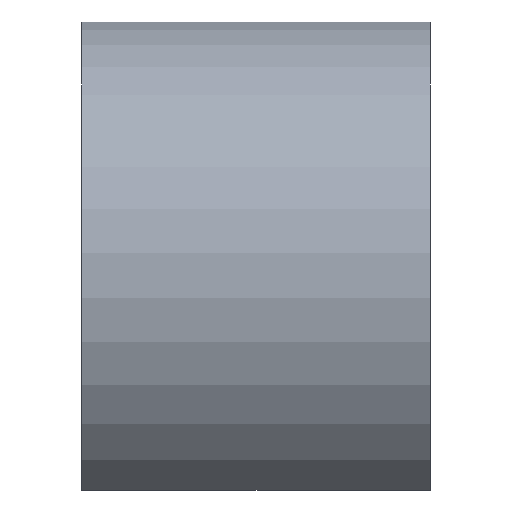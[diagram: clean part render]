
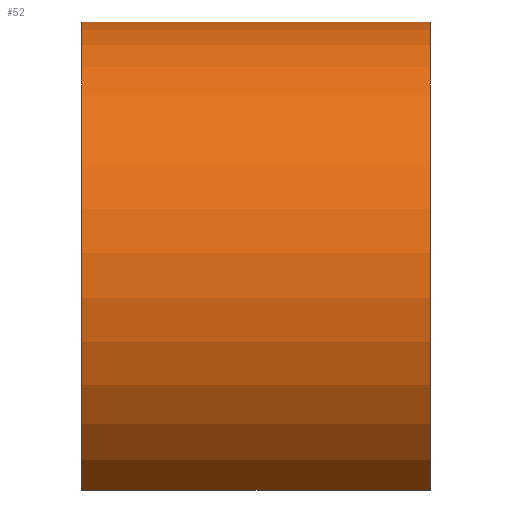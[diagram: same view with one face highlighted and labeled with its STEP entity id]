
A CAD part, left-side view. The second image highlights one B-rep face of the part: STEP entity #52.
In plain terms, the highlighted cylindrical face has radius 4.763 mm (diameter 9.525 mm), a partial arc.
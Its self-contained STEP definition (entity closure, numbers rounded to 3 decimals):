
#1 = DIRECTION ( 'NONE',  ( 0., 0., -1. ) ) ;
#4 = CARTESIAN_POINT ( 'NONE',  ( -2.899, -3.175, -3.778 ) ) ;
#6 = DIRECTION ( 'NONE',  ( 0., -1., 0. ) ) ;
#9 = ORIENTED_EDGE ( 'NONE', *, *, #158, .T. ) ;
#10 = AXIS2_PLACEMENT_3D ( 'NONE', #185, #60, #228 ) ;
#30 = CIRCLE ( 'NONE', #10, 4.763 ) ;
#44 = ORIENTED_EDGE ( 'NONE', *, *, #117, .F. ) ;
#49 = VERTEX_POINT ( 'NONE', #100 ) ;
#52 = ADVANCED_FACE ( 'NONE', ( #221 ), #307, .T. ) ;
#57 = EDGE_CURVE ( 'NONE', #110, #49, #30, .T. ) ;
#60 = DIRECTION ( 'NONE',  ( 0., 1., 0. ) ) ;
#63 = DIRECTION ( 'NONE',  ( 0., 0., 1. ) ) ;
#69 = AXIS2_PLACEMENT_3D ( 'NONE', #102, #76, #1 ) ;
#76 = DIRECTION ( 'NONE',  ( 0., -1., 0. ) ) ;
#79 = AXIS2_PLACEMENT_3D ( 'NONE', #251, #138, #63 ) ;
#82 = ORIENTED_EDGE ( 'NONE', *, *, #225, .T. ) ;
#99 = CARTESIAN_POINT ( 'NONE',  ( 2.899, -3.175, -3.778 ) ) ;
#100 = CARTESIAN_POINT ( 'NONE',  ( 2.899, 3.175, -3.778 ) ) ;
#102 = CARTESIAN_POINT ( 'NONE',  ( 0., 3.175, 0. ) ) ;
#110 = VERTEX_POINT ( 'NONE', #250 ) ;
#115 = DIRECTION ( 'NONE',  ( 0., -1., 0. ) ) ;
#116 = VECTOR ( 'NONE', #115, 1000. ) ;
#117 = EDGE_CURVE ( 'NONE', #49, #243, #135, .T. ) ;
#135 = LINE ( 'NONE', #245, #116 ) ;
#136 = VECTOR ( 'NONE', #6, 1000. ) ;
#138 = DIRECTION ( 'NONE',  ( 0., 1., 0. ) ) ;
#144 = VERTEX_POINT ( 'NONE', #4 ) ;
#148 = CIRCLE ( 'NONE', #79, 4.763 ) ;
#158 = EDGE_CURVE ( 'NONE', #144, #243, #148, .T. ) ;
#173 = ORIENTED_EDGE ( 'NONE', *, *, #57, .F. ) ;
#184 = LINE ( 'NONE', #227, #136 ) ;
#185 = CARTESIAN_POINT ( 'NONE',  ( 0., 3.175, 0. ) ) ;
#199 = EDGE_LOOP ( 'NONE', ( #173, #82, #9, #44 ) ) ;
#221 = FACE_OUTER_BOUND ( 'NONE', #199, .T. ) ;
#225 = EDGE_CURVE ( 'NONE', #110, #144, #184, .T. ) ;
#227 = CARTESIAN_POINT ( 'NONE',  ( -2.899, 3.175, -3.778 ) ) ;
#228 = DIRECTION ( 'NONE',  ( 0., 0., 1. ) ) ;
#243 = VERTEX_POINT ( 'NONE', #99 ) ;
#245 = CARTESIAN_POINT ( 'NONE',  ( 2.899, 3.175, -3.778 ) ) ;
#250 = CARTESIAN_POINT ( 'NONE',  ( -2.899, 3.175, -3.778 ) ) ;
#251 = CARTESIAN_POINT ( 'NONE',  ( 0., -3.175, 0. ) ) ;
#307 = CYLINDRICAL_SURFACE ( 'NONE', #69, 4.763 ) ;
